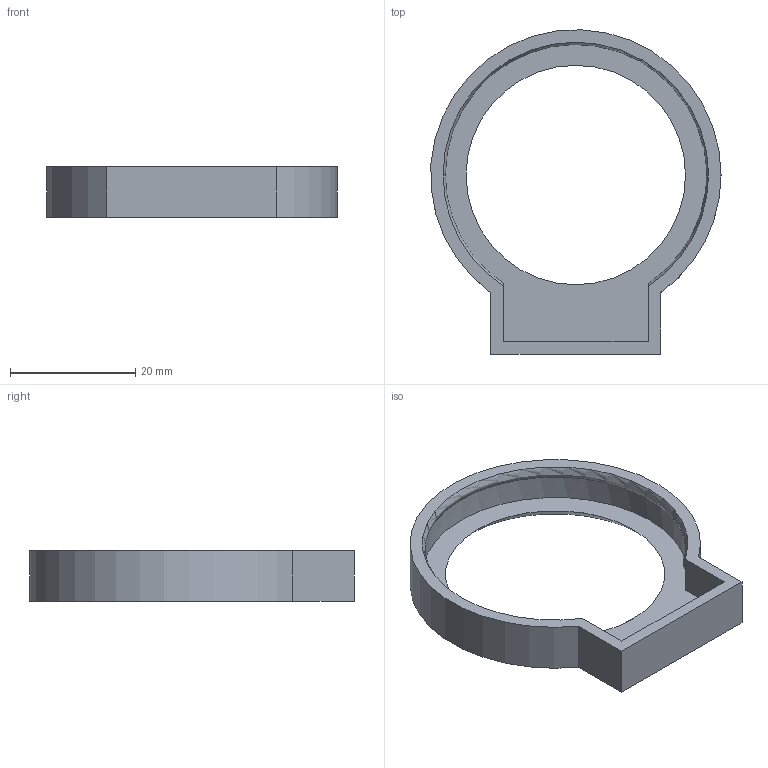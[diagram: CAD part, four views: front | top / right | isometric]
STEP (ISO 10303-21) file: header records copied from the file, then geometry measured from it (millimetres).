
FILE_DESCRIPTION(('FreeCAD Model'),'2;1');
FILE_NAME('Open CASCADE Shape Model','2025-01-07T19:54:11',('Author'),( ''),'Open CASCADE STEP processor 7.8','FreeCAD','Unknown');
FILE_SCHEMA(('AUTOMOTIVE_DESIGN { 1 0 10303 214 1 1 1 1 }'));
Length unit declared in the file: millimetre
Products named in the file (1): BodyLid
Bounding box: 46.28 x 51.74 x 8 mm (x, y, z)
Volume: 3523.4 mm3; surface area: 4135.9 mm2
Topology: 1 solids, 1 shells, 15 faces, 39 edges, 27 vertices
Faces by surface type: plane 9, cylinder 3, torus 2, cone 1
Full cylindrical faces by diameter (mm): 35 x1
Entity records: 544 total; most frequent: CARTESIAN_POINT 132, DIRECTION 84, ORIENTED_EDGE 78, EDGE_CURVE 39, AXIS2_PLACEMENT_3D 31, VERTEX_POINT 27, LINE 22, VECTOR 22
